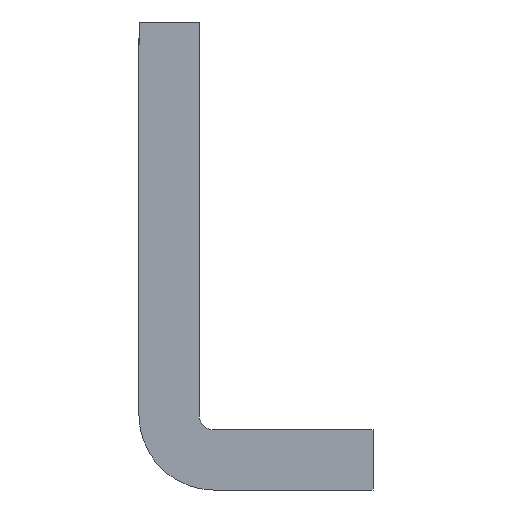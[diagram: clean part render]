
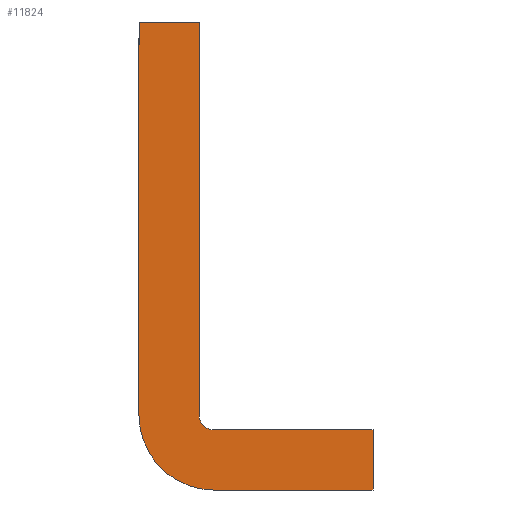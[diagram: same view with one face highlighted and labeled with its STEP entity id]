
A CAD part, left-side view. The second image highlights one B-rep face of the part: STEP entity #11824.
In plain terms, the highlighted planar face has unit normal (-1, 0, 0).
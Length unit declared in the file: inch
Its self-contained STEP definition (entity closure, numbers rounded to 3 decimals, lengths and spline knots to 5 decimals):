
#229 = CARTESIAN_POINT ( 'NONE',  ( 0., 0.1285, 0. ) ) ;
#680 = LINE ( 'NONE', #7824, #3421 ) ;
#713 = ORIENTED_EDGE ( 'NONE', *, *, #10857, .F. ) ;
#749 = CARTESIAN_POINT ( 'NONE',  ( 0., 0., 0. ) ) ;
#916 = AXIS2_PLACEMENT_3D ( 'NONE', #4936, #11372, #5857 ) ;
#1070 = CARTESIAN_POINT ( 'NONE',  ( 0., 0., -0.84025 ) ) ;
#1131 = EDGE_CURVE ( 'NONE', #7708, #3172, #10432, .T. ) ;
#1326 = ORIENTED_EDGE ( 'NONE', *, *, #6624, .F. ) ;
#1617 = DIRECTION ( 'NONE',  ( 0., 0., 1. ) ) ;
#1766 = CIRCLE ( 'NONE', #916, 0.15975 ) ;
#2016 = CARTESIAN_POINT ( 'NONE',  ( 0., -0.03125, -1. ) ) ;
#2090 = LINE ( 'NONE', #3897, #11890 ) ;
#2108 = DIRECTION ( 'NONE',  ( 1., 0., 0. ) ) ;
#2240 = AXIS2_PLACEMENT_3D ( 'NONE', #7625, #2108, #8560 ) ;
#2605 = EDGE_CURVE ( 'NONE', #3172, #4061, #2090, .T. ) ;
#2790 = EDGE_CURVE ( 'NONE', #3085, #7708, #4704, .T. ) ;
#2797 = ORIENTED_EDGE ( 'NONE', *, *, #2605, .F. ) ;
#2828 = VERTEX_POINT ( 'NONE', #2016 ) ;
#3085 = VERTEX_POINT ( 'NONE', #749 ) ;
#3172 = VERTEX_POINT ( 'NONE', #5122 ) ;
#3224 = LINE ( 'NONE', #9812, #4789 ) ;
#3421 = VECTOR ( 'NONE', #6270, 39.37008 ) ;
#3603 = LINE ( 'NONE', #11164, #10641 ) ;
#3666 = AXIS2_PLACEMENT_3D ( 'NONE', #4093, #8692, #7817 ) ;
#3897 = CARTESIAN_POINT ( 'NONE',  ( 0., -0.03125, -0.8715 ) ) ;
#3917 = PLANE ( 'NONE',  #2240 ) ;
#3991 = CARTESIAN_POINT ( 'NONE',  ( 0., -0.3715, -0.8715 ) ) ;
#4061 = VERTEX_POINT ( 'NONE', #3991 ) ;
#4093 = CARTESIAN_POINT ( 'NONE',  ( 0., -0.03125, -0.84025 ) ) ;
#4704 = LINE ( 'NONE', #8919, #7144 ) ;
#4734 = EDGE_CURVE ( 'NONE', #4061, #7795, #680, .T. ) ;
#4789 = VECTOR ( 'NONE', #5183, 39.37008 ) ;
#4936 = CARTESIAN_POINT ( 'NONE',  ( 0., -0.03125, -0.84025 ) ) ;
#5122 = CARTESIAN_POINT ( 'NONE',  ( 0., -0.03125, -0.8715 ) ) ;
#5183 = DIRECTION ( 'NONE',  ( 0., -1., 0. ) ) ;
#5306 = FACE_OUTER_BOUND ( 'NONE', #8579, .T. ) ;
#5661 = DIRECTION ( 'NONE',  ( 0., 1., 0. ) ) ;
#5857 = DIRECTION ( 'NONE',  ( 0., 0., -1. ) ) ;
#5956 = ORIENTED_EDGE ( 'NONE', *, *, #10286, .F. ) ;
#6270 = DIRECTION ( 'NONE',  ( 0., 0., -1. ) ) ;
#6624 = EDGE_CURVE ( 'NONE', #2828, #10282, #1766, .T. ) ;
#6966 = VECTOR ( 'NONE', #1617, 39.37008 ) ;
#7075 = CARTESIAN_POINT ( 'NONE',  ( 0., 0.1285, -0.84025 ) ) ;
#7144 = VECTOR ( 'NONE', #7533, 39.37008 ) ;
#7533 = DIRECTION ( 'NONE',  ( 0., 0., -1. ) ) ;
#7625 = CARTESIAN_POINT ( 'NONE',  ( 0., -0.03125, -0.84025 ) ) ;
#7708 = VERTEX_POINT ( 'NONE', #1070 ) ;
#7795 = VERTEX_POINT ( 'NONE', #11301 ) ;
#7817 = DIRECTION ( 'NONE',  ( 0., 0., -1. ) ) ;
#7824 = CARTESIAN_POINT ( 'NONE',  ( 0., -0.3715, -1. ) ) ;
#8532 = ORIENTED_EDGE ( 'NONE', *, *, #4734, .F. ) ;
#8560 = DIRECTION ( 'NONE',  ( 0., 0., -1. ) ) ;
#8579 = EDGE_LOOP ( 'NONE', ( #1326, #9174, #8532, #2797, #11033, #9201, #713, #5956 ) ) ;
#8692 = DIRECTION ( 'NONE',  ( -1., 0., 0. ) ) ;
#8919 = CARTESIAN_POINT ( 'NONE',  ( 0., 0., -0.84025 ) ) ;
#9174 = ORIENTED_EDGE ( 'NONE', *, *, #9485, .F. ) ;
#9201 = ORIENTED_EDGE ( 'NONE', *, *, #2790, .F. ) ;
#9431 = LINE ( 'NONE', #7075, #6966 ) ;
#9485 = EDGE_CURVE ( 'NONE', #7795, #2828, #3603, .T. ) ;
#9614 = VERTEX_POINT ( 'NONE', #229 ) ;
#9812 = CARTESIAN_POINT ( 'NONE',  ( 0., 0.1285, 0. ) ) ;
#10282 = VERTEX_POINT ( 'NONE', #11705 ) ;
#10286 = EDGE_CURVE ( 'NONE', #10282, #9614, #9431, .T. ) ;
#10432 = CIRCLE ( 'NONE', #3666, 0.03125 ) ;
#10641 = VECTOR ( 'NONE', #5661, 39.37008 ) ;
#10857 = EDGE_CURVE ( 'NONE', #9614, #3085, #3224, .T. ) ;
#11033 = ORIENTED_EDGE ( 'NONE', *, *, #1131, .F. ) ;
#11164 = CARTESIAN_POINT ( 'NONE',  ( 0., -0.03125, -1. ) ) ;
#11301 = CARTESIAN_POINT ( 'NONE',  ( 0., -0.3715, -1. ) ) ;
#11372 = DIRECTION ( 'NONE',  ( 1., 0., 0. ) ) ;
#11622 = DIRECTION ( 'NONE',  ( 0., -1., 0. ) ) ;
#11705 = CARTESIAN_POINT ( 'NONE',  ( 0., 0.1285, -0.84025 ) ) ;
#11824 = ADVANCED_FACE ( 'NONE', ( #5306 ), #3917, .F. ) ;
#11890 = VECTOR ( 'NONE', #11622, 39.37008 ) ;
